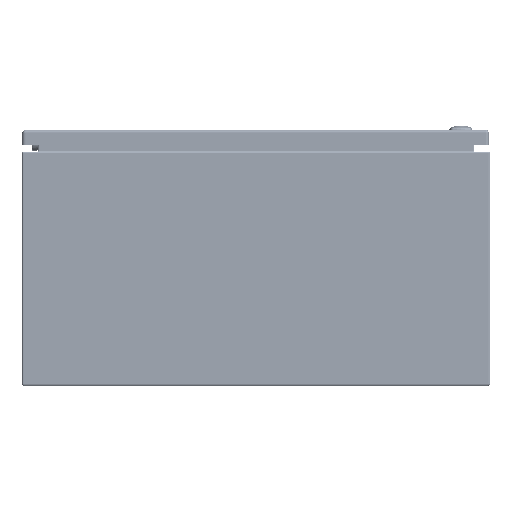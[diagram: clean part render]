
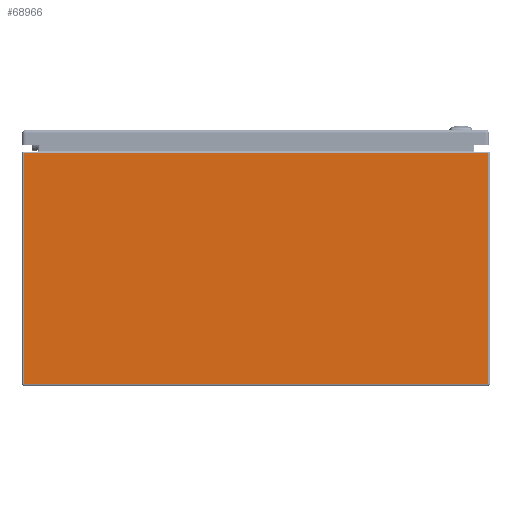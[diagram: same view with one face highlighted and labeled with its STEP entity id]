
A CAD part, front view. The second image highlights one B-rep face of the part: STEP entity #68966.
In plain terms, the highlighted planar face has unit normal (0, -1, 0).
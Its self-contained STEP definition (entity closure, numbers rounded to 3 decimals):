
#6970=LINE('',#97289,#11196);
#6976=LINE('',#97307,#11202);
#6980=LINE('',#97322,#11206);
#6981=LINE('',#97328,#11207);
#11196=VECTOR('',#80441,0.394);
#11202=VECTOR('',#80461,0.394);
#11206=VECTOR('',#80477,0.394);
#11207=VECTOR('',#80486,0.394);
#16555=FACE_OUTER_BOUND('',#20822,.T.);
#20822=EDGE_LOOP('',(#45930,#45931,#45932,#45933));
#28097=VERTEX_POINT('',#97280);
#28100=VERTEX_POINT('',#97287);
#28105=VERTEX_POINT('',#97306);
#28109=VERTEX_POINT('',#97318);
#34955=EDGE_CURVE('',#28100,#28097,#6970,.T.);
#34964=EDGE_CURVE('',#28097,#28105,#6976,.T.);
#34972=EDGE_CURVE('',#28105,#28109,#6980,.T.);
#34975=EDGE_CURVE('',#28100,#28109,#6981,.T.);
#45930=ORIENTED_EDGE('',*,*,#34955,.F.);
#45931=ORIENTED_EDGE('',*,*,#34975,.T.);
#45932=ORIENTED_EDGE('',*,*,#34972,.F.);
#45933=ORIENTED_EDGE('',*,*,#34964,.F.);
#67463=PLANE('',#74114);
#68966=ADVANCED_FACE('',(#16555),#67463,.F.);
#74114=AXIS2_PLACEMENT_3D('',#97327,#80484,#80485);
#80441=DIRECTION('',(0.,0.,1.));
#80461=DIRECTION('',(1.,0.,0.));
#80477=DIRECTION('',(0.,0.,-1.));
#80484=DIRECTION('center_axis',(0.,1.,0.));
#80485=DIRECTION('ref_axis',(0.,0.,1.));
#80486=DIRECTION('',(1.,0.,0.));
#97280=CARTESIAN_POINT('',(-11.916,-18.,11.916));
#97287=CARTESIAN_POINT('',(-11.916,-18.,0.084));
#97289=CARTESIAN_POINT('',(-11.916,-18.,11.916));
#97306=CARTESIAN_POINT('',(11.916,-18.,11.916));
#97307=CARTESIAN_POINT('',(-11.078,-18.,11.916));
#97318=CARTESIAN_POINT('',(11.916,-18.,0.084));
#97322=CARTESIAN_POINT('',(11.916,-18.,11.916));
#97327=CARTESIAN_POINT('Origin',(11.078,-18.,11.916));
#97328=CARTESIAN_POINT('',(0.,-18.,0.084));
